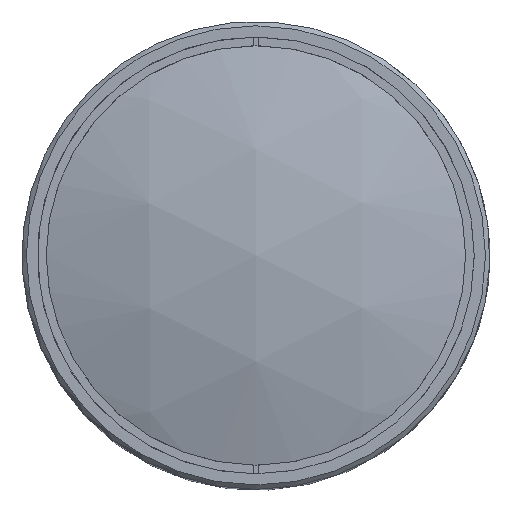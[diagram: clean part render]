
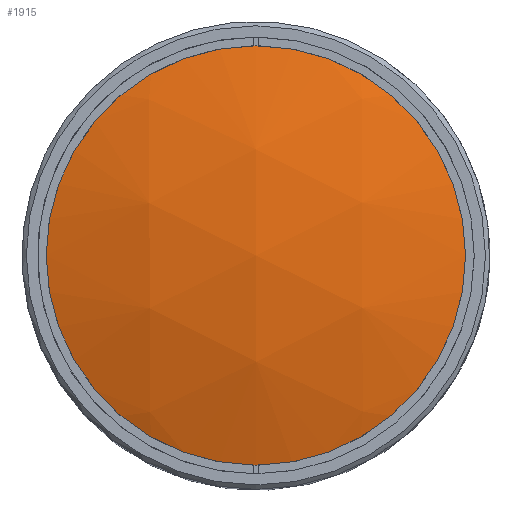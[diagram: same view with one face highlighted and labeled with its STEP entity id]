
A CAD part, top view. The second image highlights one B-rep face of the part: STEP entity #1915.
In plain terms, the highlighted spherical face has radius 144.54 mm.
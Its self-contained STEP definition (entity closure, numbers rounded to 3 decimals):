
#1899=CARTESIAN_POINT('',(0.,0.,-150.161));
#1900=DIRECTION('',(-1.,-0.003,0.));
#1901=DIRECTION('',(0.,0.,-1.0));
#1902=AXIS2_PLACEMENT_3D('',#1899,#1900,#1901);
#1903=SPHERICAL_SURFACE('',#1902,144.54);
#1904=CARTESIAN_POINT('',(-47.5,0.,-13.649));
#1905=VERTEX_POINT('',#1904);
#1906=CARTESIAN_POINT('',(0.,0.,-13.649));
#1907=DIRECTION('',(0.0,0.,1.0));
#1908=DIRECTION('',(1.0,0.0,0.0));
#1909=AXIS2_PLACEMENT_3D('',#1906,#1907,#1908);
#1910=CIRCLE('',#1909,47.5);
#1911=EDGE_CURVE('',#1905,#1905,#1910,.T.);
#1912=ORIENTED_EDGE('',*,*,#1911,.T.);
#1913=EDGE_LOOP('',(#1912));
#1914=FACE_OUTER_BOUND('',#1913,.T.);
#1915=ADVANCED_FACE('',(#1914),#1903,.T.);
